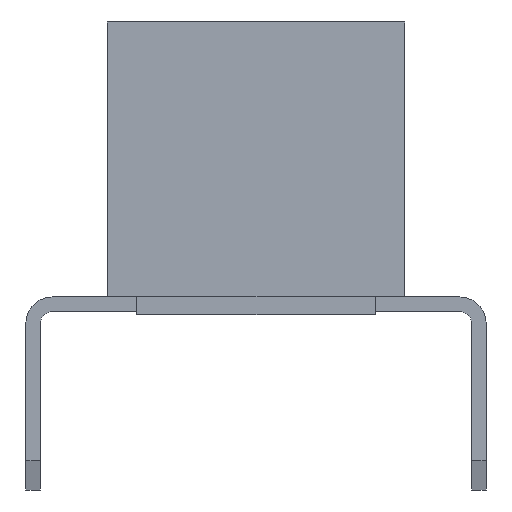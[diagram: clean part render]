
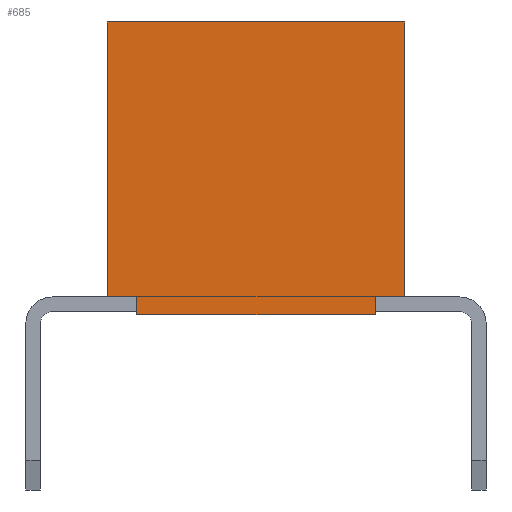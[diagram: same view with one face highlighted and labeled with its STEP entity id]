
A CAD part, left-side view. The second image highlights one B-rep face of the part: STEP entity #685.
In plain terms, the highlighted planar face has unit normal (-1, 0, 0).
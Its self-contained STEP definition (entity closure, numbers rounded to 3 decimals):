
#685=ADVANCED_FACE('',(#3320),#2088,.T.);
#2088=PLANE('',#27508);
#3320=FACE_OUTER_BOUND('',#4824,.T.);
#4824=EDGE_LOOP('',(#7362,#7363,#7364,#7365,#7366,#7367,#7368,#7369));
#7362=ORIENTED_EDGE('',*,*,#17555,.T.);
#7363=ORIENTED_EDGE('',*,*,#17553,.T.);
#7364=ORIENTED_EDGE('',*,*,#17590,.F.);
#7365=ORIENTED_EDGE('',*,*,#17013,.T.);
#7366=ORIENTED_EDGE('',*,*,#17591,.T.);
#7367=ORIENTED_EDGE('',*,*,#17592,.T.);
#7368=ORIENTED_EDGE('',*,*,#17593,.F.);
#7369=ORIENTED_EDGE('',*,*,#17009,.T.);
#14545=VERTEX_POINT('',#37411);
#14546=VERTEX_POINT('',#37413);
#14549=VERTEX_POINT('',#37419);
#14550=VERTEX_POINT('',#37421);
#15087=VERTEX_POINT('',#38496);
#15089=VERTEX_POINT('',#38500);
#15090=VERTEX_POINT('',#38542);
#15091=VERTEX_POINT('',#38544);
#17009=EDGE_CURVE('',#14546,#14545,#20909,.T.);
#17013=EDGE_CURVE('',#14550,#14549,#20913,.T.);
#17553=EDGE_CURVE('',#15087,#15089,#21453,.T.);
#17555=EDGE_CURVE('',#14545,#15087,#21455,.T.);
#17590=EDGE_CURVE('',#14550,#15089,#21490,.T.);
#17591=EDGE_CURVE('',#14549,#15090,#21491,.T.);
#17592=EDGE_CURVE('',#15090,#15091,#21492,.T.);
#17593=EDGE_CURVE('',#14546,#15091,#21493,.T.);
#20909=LINE('',#37412,#24467);
#20913=LINE('',#37420,#24471);
#21453=LINE('',#38501,#25011);
#21455=LINE('',#38504,#25013);
#21490=LINE('',#38540,#25048);
#21491=LINE('',#38541,#25049);
#21492=LINE('',#38543,#25050);
#21493=LINE('',#38545,#25051);
#24467=VECTOR('',#29841,1.);
#24471=VECTOR('',#29845,1.);
#25011=VECTOR('',#30387,1.);
#25013=VECTOR('',#30391,1.);
#25048=VECTOR('',#30428,1.);
#25049=VECTOR('',#30429,1.);
#25050=VECTOR('',#30430,1.);
#25051=VECTOR('',#30431,1.);
#27508=AXIS2_PLACEMENT_3D('',#38546,#30432,#30433);
#29841=DIRECTION('',(0.,-1.,0.));
#29845=DIRECTION('',(0.,-1.,0.));
#30387=DIRECTION('',(0.,1.,0.));
#30391=DIRECTION('',(0.,0.,1.));
#30428=DIRECTION('',(0.,0.,1.));
#30429=DIRECTION('',(0.,0.,-1.));
#30430=DIRECTION('',(0.,-1.,0.));
#30431=DIRECTION('',(0.,0.,-1.));
#30432=DIRECTION('',(-1.,0.,0.));
#30433=DIRECTION('',(0.,0.,1.));
#37411=CARTESIAN_POINT('',(0.,0.,0.));
#37412=CARTESIAN_POINT('',(0.,2.54,0.));
#37413=CARTESIAN_POINT('',(0.,0.5,0.));
#37419=CARTESIAN_POINT('',(0.,4.58,0.));
#37420=CARTESIAN_POINT('',(0.,2.54,0.));
#37421=CARTESIAN_POINT('',(0.,5.08,0.));
#38496=CARTESIAN_POINT('',(0.,0.,4.7));
#38500=CARTESIAN_POINT('',(0.,5.08,4.7));
#38501=CARTESIAN_POINT('',(0.,2.54,4.7));
#38504=CARTESIAN_POINT('',(0.,0.,0.));
#38540=CARTESIAN_POINT('',(0.,5.08,0.));
#38541=CARTESIAN_POINT('',(0.,4.58,-0.3));
#38542=CARTESIAN_POINT('',(0.,4.58,-0.3));
#38543=CARTESIAN_POINT('',(0.,4.58,-0.3));
#38544=CARTESIAN_POINT('',(0.,0.5,-0.3));
#38545=CARTESIAN_POINT('',(0.,0.5,-0.3));
#38546=CARTESIAN_POINT('',(0.,2.54,0.));
